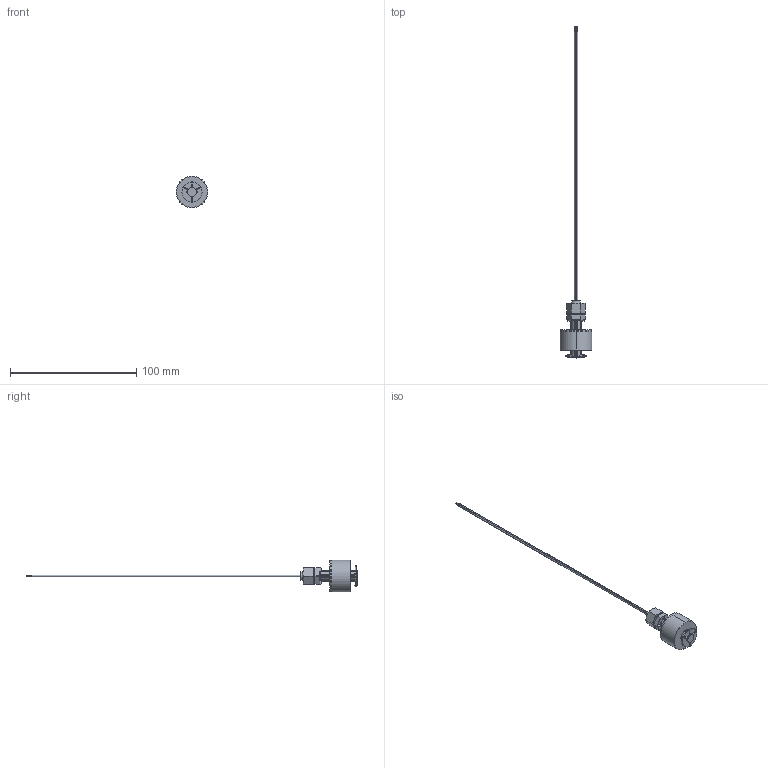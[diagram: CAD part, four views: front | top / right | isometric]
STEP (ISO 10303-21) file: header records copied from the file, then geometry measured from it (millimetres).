
FILE_DESCRIPTION (( 'STEP AP214' ), '1' );
FILE_NAME ('P200AC-100.STEP', '2020-02-03T11:31:22', ( '' ), ( '' ), 'SwSTEP 2.0', 'SolidWorks 2019', '' );
FILE_SCHEMA (( 'AUTOMOTIVE_DESIGN' ));
Length unit declared in the file: millimetre
Products named in the file (1): P200AC-100
Bounding box: 25 x 263.3 x 25 mm (x, y, z)
Surface area: 6569.6 mm2 (no closed solid volume)
Topology: 0 solids, 16 shells, 163 faces, 514 edges, 351 vertices
Faces by surface type: cylinder 66, plane 64, cone 17, torus 12, bspline 4
Entity records: 7613 total; most frequent: CARTESIAN_POINT 1571, DIRECTION 916, ORIENTED_EDGE 763, EDGE_CURVE 514, AXIS2_PLACEMENT_3D 354, VERTEX_POINT 351, LINE 208, VECTOR 208
